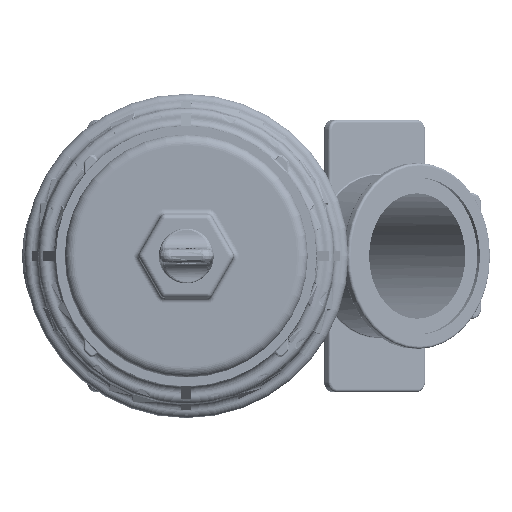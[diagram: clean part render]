
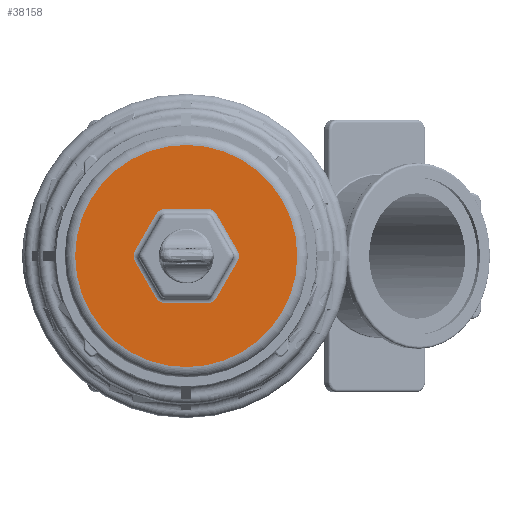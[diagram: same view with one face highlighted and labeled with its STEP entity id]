
A CAD part, front view. The second image highlights one B-rep face of the part: STEP entity #38158.
In plain terms, the highlighted face is planar.
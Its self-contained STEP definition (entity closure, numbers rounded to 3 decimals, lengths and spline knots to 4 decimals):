
#950=FACE_BOUND('',#5652,.T.);
#2277=PLANE('',#40844);
#2896=CIRCLE('',#40811,0.25);
#2900=CIRCLE('',#40817,0.25);
#2904=CIRCLE('',#40823,0.25);
#2907=CIRCLE('',#40828,0.25);
#2910=CIRCLE('',#40833,0.25);
#2913=CIRCLE('',#40838,0.25);
#2914=CIRCLE('',#40845,2.655);
#3830=FACE_OUTER_BOUND('',#5651,.T.);
#5651=EDGE_LOOP('',(#27818));
#5652=EDGE_LOOP('',(#27819,#27820,#27821,#27822,#27823,#27824,#27825,#27826,
#27827,#27828,#27829,#27830));
#11487=LINE('',#59374,#13325);
#11488=LINE('',#59385,#13326);
#11490=LINE('',#59396,#13328);
#11492=LINE('',#59405,#13330);
#11493=LINE('',#59413,#13331);
#11494=LINE('',#59421,#13332);
#13325=VECTOR('',#45204,0.3937);
#13326=VECTOR('',#45217,0.3937);
#13328=VECTOR('',#45231,0.3937);
#13330=VECTOR('',#45243,0.3937);
#13331=VECTOR('',#45254,0.3937);
#13332=VECTOR('',#45265,0.3937);
#15600=VERTEX_POINT('',#59367);
#15603=VERTEX_POINT('',#59372);
#15605=VERTEX_POINT('',#59377);
#15607=VERTEX_POINT('',#59383);
#15609=VERTEX_POINT('',#59389);
#15610=VERTEX_POINT('',#59394);
#15611=VERTEX_POINT('',#59399);
#15612=VERTEX_POINT('',#59403);
#15613=VERTEX_POINT('',#59407);
#15614=VERTEX_POINT('',#59411);
#15615=VERTEX_POINT('',#59415);
#15616=VERTEX_POINT('',#59419);
#15617=VERTEX_POINT('',#59436);
#20365=EDGE_CURVE('',#15603,#15600,#11487,.T.);
#20367=EDGE_CURVE('',#15605,#15603,#2896,.T.);
#20370=EDGE_CURVE('',#15607,#15605,#11488,.T.);
#20373=EDGE_CURVE('',#15609,#15607,#2900,.T.);
#20376=EDGE_CURVE('',#15610,#15609,#11490,.T.);
#20379=EDGE_CURVE('',#15611,#15610,#2904,.T.);
#20381=EDGE_CURVE('',#15612,#15611,#11492,.T.);
#20383=EDGE_CURVE('',#15613,#15612,#2907,.T.);
#20385=EDGE_CURVE('',#15614,#15613,#11493,.T.);
#20387=EDGE_CURVE('',#15615,#15614,#2910,.T.);
#20389=EDGE_CURVE('',#15616,#15615,#11494,.T.);
#20391=EDGE_CURVE('',#15600,#15616,#2913,.T.);
#20397=EDGE_CURVE('',#15617,#15617,#2914,.T.);
#27818=ORIENTED_EDGE('',*,*,#20397,.T.);
#27819=ORIENTED_EDGE('',*,*,#20365,.F.);
#27820=ORIENTED_EDGE('',*,*,#20367,.F.);
#27821=ORIENTED_EDGE('',*,*,#20370,.F.);
#27822=ORIENTED_EDGE('',*,*,#20373,.F.);
#27823=ORIENTED_EDGE('',*,*,#20376,.F.);
#27824=ORIENTED_EDGE('',*,*,#20379,.F.);
#27825=ORIENTED_EDGE('',*,*,#20381,.F.);
#27826=ORIENTED_EDGE('',*,*,#20383,.F.);
#27827=ORIENTED_EDGE('',*,*,#20385,.F.);
#27828=ORIENTED_EDGE('',*,*,#20387,.F.);
#27829=ORIENTED_EDGE('',*,*,#20389,.F.);
#27830=ORIENTED_EDGE('',*,*,#20391,.F.);
#38158=ADVANCED_FACE('',(#3830,#950),#2277,.T.);
#40811=AXIS2_PLACEMENT_3D('',#59379,#45209,#45210);
#40817=AXIS2_PLACEMENT_3D('',#59391,#45223,#45224);
#40823=AXIS2_PLACEMENT_3D('',#59401,#45237,#45238);
#40828=AXIS2_PLACEMENT_3D('',#59409,#45248,#45249);
#40833=AXIS2_PLACEMENT_3D('',#59417,#45259,#45260);
#40838=AXIS2_PLACEMENT_3D('',#59424,#45270,#45271);
#40844=AXIS2_PLACEMENT_3D('',#59435,#45287,#45288);
#40845=AXIS2_PLACEMENT_3D('',#59437,#45289,#45290);
#45204=DIRECTION('',(-1.,0.,0.));
#45209=DIRECTION('center_axis',(0.,1.,0.));
#45210=DIRECTION('ref_axis',(0.5,0.,-0.866));
#45217=DIRECTION('',(-0.5,0.,-0.866));
#45223=DIRECTION('center_axis',(0.,1.,0.));
#45224=DIRECTION('ref_axis',(1.,0.,0.));
#45231=DIRECTION('',(0.5,0.,-0.866));
#45237=DIRECTION('center_axis',(0.,1.,0.));
#45238=DIRECTION('ref_axis',(0.5,0.,0.866));
#45243=DIRECTION('',(1.,0.,0.));
#45248=DIRECTION('center_axis',(0.,1.,0.));
#45249=DIRECTION('ref_axis',(-0.5,0.,0.866));
#45254=DIRECTION('',(0.5,0.,0.866));
#45259=DIRECTION('center_axis',(0.,1.,0.));
#45260=DIRECTION('ref_axis',(-1.,0.,0.));
#45265=DIRECTION('',(-0.5,0.,0.866));
#45270=DIRECTION('center_axis',(0.,1.,0.));
#45271=DIRECTION('ref_axis',(-0.5,0.,-0.866));
#45287=DIRECTION('center_axis',(0.,1.,0.));
#45288=DIRECTION('ref_axis',(0.,0.,1.));
#45289=DIRECTION('center_axis',(0.,1.,0.));
#45290=DIRECTION('ref_axis',(-1.,0.,0.));
#59367=CARTESIAN_POINT('',(-0.5052,0.,-1.125));
#59372=CARTESIAN_POINT('',(0.5052,0.,-1.125));
#59374=CARTESIAN_POINT('',(-0.9524,0.,-1.125));
#59377=CARTESIAN_POINT('',(0.7217,0.,-1.));
#59379=CARTESIAN_POINT('Origin',(0.5052,0.,
-0.875));
#59383=CARTESIAN_POINT('',(1.2269,0.,-0.125));
#59385=CARTESIAN_POINT('',(0.664,0.,-1.0999));
#59389=CARTESIAN_POINT('',(1.2269,0.,0.125));
#59391=CARTESIAN_POINT('Origin',(1.0104,0.,
0.));
#59394=CARTESIAN_POINT('',(0.7217,0.,1.));
#59396=CARTESIAN_POINT('',(0.9527,0.,0.5999));
#59399=CARTESIAN_POINT('',(0.5052,0.,1.125));
#59401=CARTESIAN_POINT('Origin',(0.5052,0.,
0.875));
#59403=CARTESIAN_POINT('',(-0.5052,0.,1.125));
#59405=CARTESIAN_POINT('',(-0.3751,0.,1.125));
#59407=CARTESIAN_POINT('',(-0.7217,0.,1.));
#59409=CARTESIAN_POINT('Origin',(-0.5052,0.,
0.875));
#59411=CARTESIAN_POINT('',(-1.2269,0.,0.125));
#59413=CARTESIAN_POINT('',(-0.9959,0.,0.5251));
#59415=CARTESIAN_POINT('',(-1.2269,0.,-0.125));
#59417=CARTESIAN_POINT('Origin',(-1.0104,0.,
0.));
#59419=CARTESIAN_POINT('',(-0.7217,0.,-1.));
#59421=CARTESIAN_POINT('',(-1.2846,0.,-0.0251));
#59424=CARTESIAN_POINT('Origin',(-0.5052,0.,
-0.875));
#59435=CARTESIAN_POINT('Origin',(-1.3275,0.,0.));
#59436=CARTESIAN_POINT('',(0.,0.,-2.655));
#59437=CARTESIAN_POINT('Origin',(0.,0.,0.));
